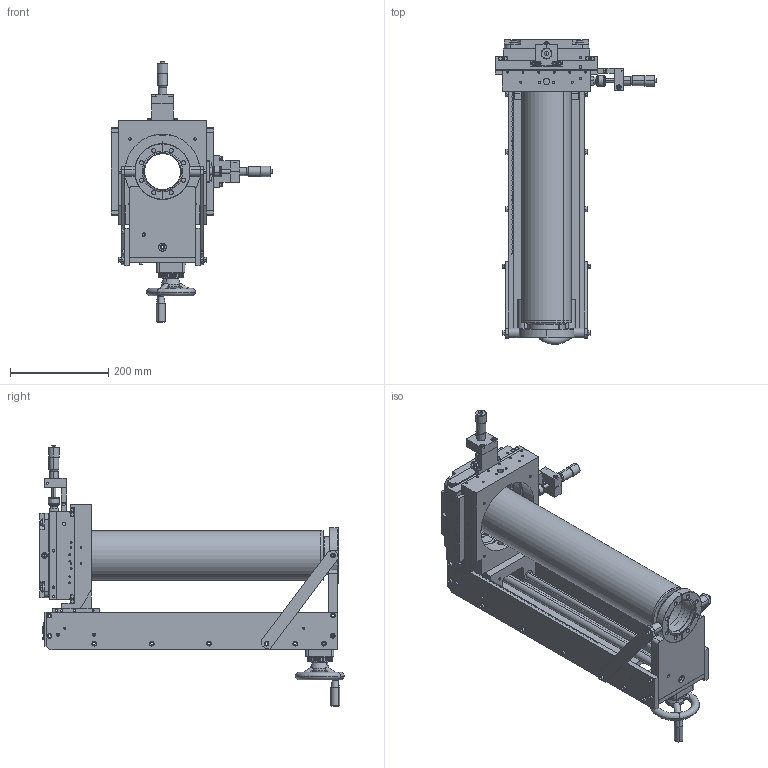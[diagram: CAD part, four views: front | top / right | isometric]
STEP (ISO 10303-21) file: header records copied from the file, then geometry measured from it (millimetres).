
FILE_DESCRIPTION (( 'STEP AP214' ), '1' );
FILE_NAME ('MB1516+-0.5, TOP TAPPED, BOTTOM THRU 450, SMALL METRIC MICSb, Handwheel, EXTENDED.STEP', '2021-02-15T15:30:27', ( 'Setup User' ), ( '' ), 'SwSTEP 2.0', 'SolidWorks 2018', '' );
FILE_SCHEMA (( 'AUTOMOTIVE_DESIGN' ));
Length unit declared in the file: inch
Products named in the file (1): MB1516+-0.5, TOP TAPPED, BOTTOM THRU 450, SMALL METRIC MICSb, Handwheel, EXTENDED
Bounding box: 327.95 x 619.72 x 531.27 mm (x, y, z)
Surface area: 1373085.2 mm2 (no closed solid volume)
Topology: 0 solids, 197 shells, 1520 faces, 6839 edges, 5228 vertices
Faces by surface type: plane 703, cylinder 539, cone 236, torus 26, sphere 9, bspline 7
Entity records: 92263 total; most frequent: CARTESIAN_POINT 16820, DIRECTION 11732, ORIENTED_EDGE 9793, EDGE_CURVE 6835, VERTEX_POINT 5226, VECTOR 4354, LINE 4354, AXIS2_PLACEMENT_3D 3689
